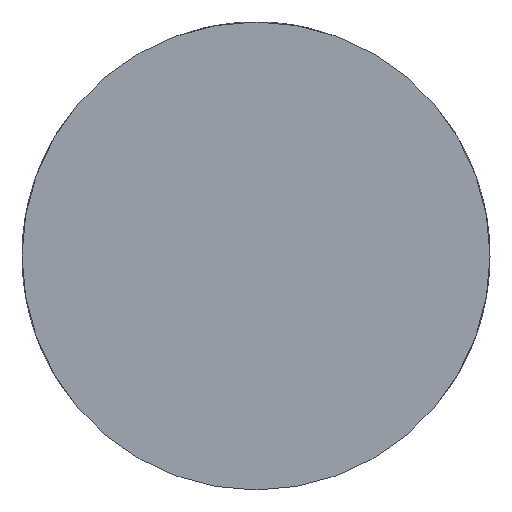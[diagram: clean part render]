
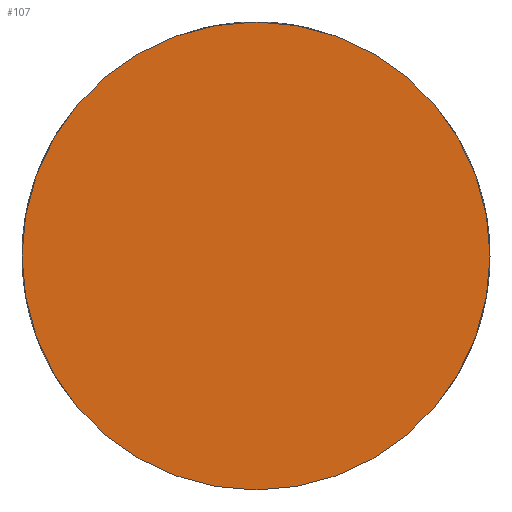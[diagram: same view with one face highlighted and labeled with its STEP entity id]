
A CAD part, left-side view. The second image highlights one B-rep face of the part: STEP entity #107.
In plain terms, the highlighted planar face has unit normal (-1, 0, 0).
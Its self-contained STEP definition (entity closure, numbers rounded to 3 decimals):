
#62=PLANE('',#618);
#107=ADVANCED_FACE('',(#151),#62,.T.);
#151=FACE_OUTER_BOUND('',#188,.T.);
#188=EDGE_LOOP('',(#306));
#230=CIRCLE('',#614,15.);
#306=ORIENTED_EDGE('',*,*,#503,.F.);
#448=VERTEX_POINT('',#2651);
#503=EDGE_CURVE('',#448,#448,#230,.T.);
#614=AXIS2_PLACEMENT_3D('',#2650,#663,#664);
#618=AXIS2_PLACEMENT_3D('',#2693,#671,#672);
#663=DIRECTION('',(1.,0.,0.));
#664=DIRECTION('',(0.,0.,-1.));
#671=DIRECTION('',(-1.,0.,0.));
#672=DIRECTION('',(0.,0.,1.));
#2650=CARTESIAN_POINT('',(0.,0.,0.));
#2651=CARTESIAN_POINT('',(0.,0.,-15.));
#2693=CARTESIAN_POINT('',(0.,0.,0.));
